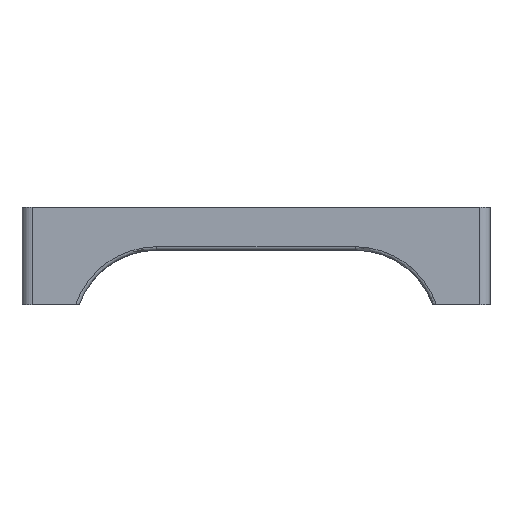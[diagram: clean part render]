
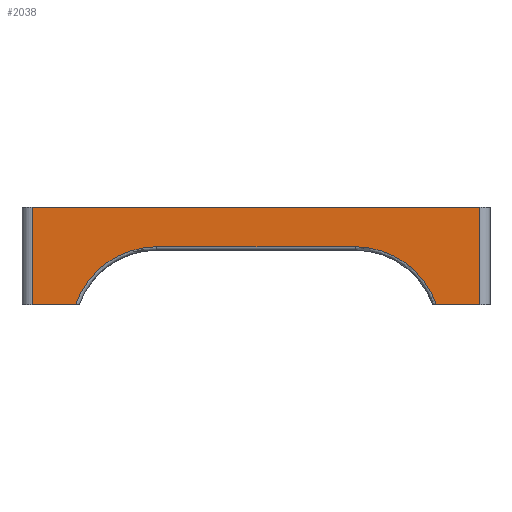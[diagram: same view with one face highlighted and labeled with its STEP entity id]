
A CAD part, left-side view. The second image highlights one B-rep face of the part: STEP entity #2038.
In plain terms, the highlighted planar face has unit normal (-1, 0, 0).
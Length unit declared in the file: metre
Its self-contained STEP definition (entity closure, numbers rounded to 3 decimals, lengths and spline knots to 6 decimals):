
#67=PLANE('',#2199);
#132=LINE('',#3164,#264);
#133=LINE('',#3168,#265);
#134=LINE('',#3173,#266);
#135=LINE('',#3175,#267);
#136=LINE('',#3177,#268);
#137=LINE('',#3178,#269);
#264=VECTOR('',#2515,1.);
#265=VECTOR('',#2520,1.);
#266=VECTOR('',#2523,1.);
#267=VECTOR('',#2524,1.);
#268=VECTOR('',#2525,1.);
#269=VECTOR('',#2526,1.);
#372=CIRCLE('',#2200,0.0246);
#373=CIRCLE('',#2201,0.0246);
#542=ORIENTED_EDGE('',*,*,#1148,.T.);
#543=ORIENTED_EDGE('',*,*,#1149,.T.);
#544=ORIENTED_EDGE('',*,*,#1150,.T.);
#545=ORIENTED_EDGE('',*,*,#1151,.T.);
#546=ORIENTED_EDGE('',*,*,#1152,.F.);
#547=ORIENTED_EDGE('',*,*,#1146,.F.);
#548=ORIENTED_EDGE('',*,*,#1153,.T.);
#549=ORIENTED_EDGE('',*,*,#1154,.T.);
#1146=EDGE_CURVE('',#1445,#1446,#132,.T.);
#1148=EDGE_CURVE('',#1447,#1448,#133,.T.);
#1149=EDGE_CURVE('',#1448,#1449,#372,.F.);
#1150=EDGE_CURVE('',#1449,#1450,#134,.T.);
#1151=EDGE_CURVE('',#1450,#1451,#135,.T.);
#1152=EDGE_CURVE('',#1446,#1451,#136,.T.);
#1153=EDGE_CURVE('',#1445,#1452,#137,.T.);
#1154=EDGE_CURVE('',#1452,#1447,#373,.F.);
#1445=VERTEX_POINT('',#3163);
#1446=VERTEX_POINT('',#3165);
#1447=VERTEX_POINT('',#3169);
#1448=VERTEX_POINT('',#3170);
#1449=VERTEX_POINT('',#3172);
#1450=VERTEX_POINT('',#3174);
#1451=VERTEX_POINT('',#3176);
#1452=VERTEX_POINT('',#3179);
#1647=EDGE_LOOP('',(#542,#543,#544,#545,#546,#547,#548,#549));
#1811=FACE_BOUND('',#1647,.T.);
#2038=ADVANCED_FACE('',(#1811),#67,.T.);
#2199=AXIS2_PLACEMENT_3D('',#3167,#2518,#2519);
#2200=AXIS2_PLACEMENT_3D('',#3171,#2521,#2522);
#2201=AXIS2_PLACEMENT_3D('',#3180,#2527,#2528);
#2515=DIRECTION('',(0.,0.,1.));
#2518=DIRECTION('',(-1.,0.,0.));
#2519=DIRECTION('',(0.,0.,1.));
#2520=DIRECTION('',(0.,-1.,0.));
#2521=DIRECTION('',(-1.,0.,0.));
#2522=DIRECTION('',(0.,0.,1.));
#2523=DIRECTION('',(0.,-1.,0.));
#2524=DIRECTION('',(0.,0.,1.));
#2525=DIRECTION('',(0.,-1.,0.));
#2526=DIRECTION('',(0.,-1.,0.));
#2527=DIRECTION('',(-1.,0.,0.));
#2528=DIRECTION('',(0.,0.,1.));
#3163=CARTESIAN_POINT('',(-0.0095,0.095846,-0.0236));
#3164=CARTESIAN_POINT('',(-0.0095,0.095846,-0.003102));
#3165=CARTESIAN_POINT('',(-0.0095,0.095846,0.0043));
#3167=CARTESIAN_POINT('',(-0.0095,0.031846,-0.003102));
#3168=CARTESIAN_POINT('',(-0.0095,0.031846,-0.007));
#3169=CARTESIAN_POINT('',(-0.0095,0.060246,-0.007));
#3170=CARTESIAN_POINT('',(-0.0095,0.003446,-0.007));
#3171=CARTESIAN_POINT('',(-0.0095,0.003446,-0.0316));
#3172=CARTESIAN_POINT('',(-0.0095,-0.019817,-0.0236));
#3173=CARTESIAN_POINT('',(-0.0095,0.031846,-0.0236));
#3174=CARTESIAN_POINT('',(-0.0095,-0.032154,-0.0236));
#3175=CARTESIAN_POINT('',(-0.0095,-0.032154,-0.003102));
#3176=CARTESIAN_POINT('',(-0.0095,-0.032154,0.0043));
#3177=CARTESIAN_POINT('',(-0.0095,0.031846,0.0043));
#3178=CARTESIAN_POINT('',(-0.0095,0.031846,-0.0236));
#3179=CARTESIAN_POINT('',(-0.0095,0.083508,-0.0236));
#3180=CARTESIAN_POINT('',(-0.0095,0.060246,-0.0316));
